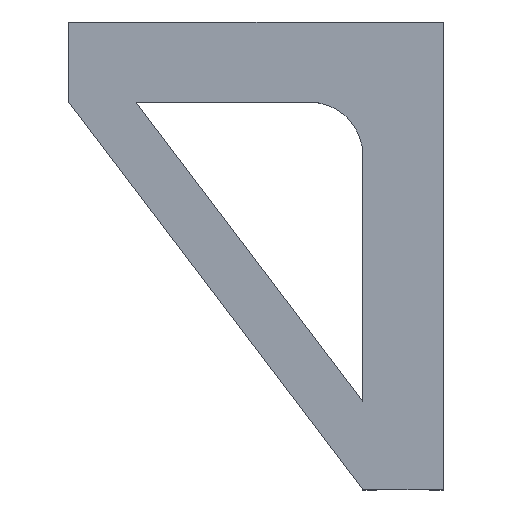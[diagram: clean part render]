
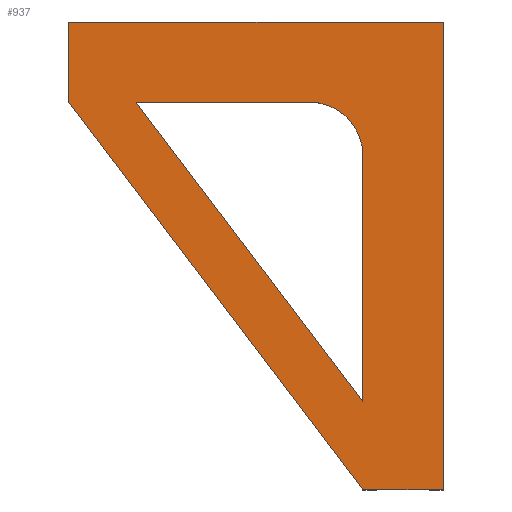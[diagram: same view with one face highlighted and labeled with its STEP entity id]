
A CAD part, top view. The second image highlights one B-rep face of the part: STEP entity #937.
In plain terms, the highlighted planar face has unit normal (0, 0, 1).
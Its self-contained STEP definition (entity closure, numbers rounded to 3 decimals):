
#2 = LINE ( 'NONE', #569, #362 ) ;
#12 = CARTESIAN_POINT ( 'NONE',  ( 0., 0., 180. ) ) ;
#16 = ORIENTED_EDGE ( 'NONE', *, *, #204, .T. ) ;
#20 = VECTOR ( 'NONE', #700, 1000. ) ;
#32 = LINE ( 'NONE', #370, #1043 ) ;
#35 = VECTOR ( 'NONE', #219, 1000. ) ;
#65 = VECTOR ( 'NONE', #525, 1000. ) ;
#91 = ORIENTED_EDGE ( 'NONE', *, *, #633, .T. ) ;
#129 = LINE ( 'NONE', #383, #137 ) ;
#137 = VECTOR ( 'NONE', #808, 1000. ) ;
#159 = PLANE ( 'NONE',  #309 ) ;
#174 = EDGE_CURVE ( 'NONE', #547, #541, #211, .T. ) ;
#175 = CARTESIAN_POINT ( 'NONE',  ( -70., 57.5, 180. ) ) ;
#204 = EDGE_CURVE ( 'NONE', #554, #547, #32, .T. ) ;
#211 = LINE ( 'NONE', #606, #65 ) ;
#219 = DIRECTION ( 'NONE',  ( -1., 0., 0. ) ) ;
#230 = CARTESIAN_POINT ( 'NONE',  ( 0., 57.5, 180. ) ) ;
#231 = CARTESIAN_POINT ( 'NONE',  ( 70., 87.5, 180. ) ) ;
#262 = LINE ( 'NONE', #585, #566 ) ;
#271 = DIRECTION ( 'NONE',  ( 1., 0., 0. ) ) ;
#285 = CARTESIAN_POINT ( 'NONE',  ( 40., -87.5, 180. ) ) ;
#309 = AXIS2_PLACEMENT_3D ( 'NONE', #12, #483, #651 ) ;
#333 = EDGE_CURVE ( 'NONE', #541, #637, #625, .T. ) ;
#336 = VERTEX_POINT ( 'NONE', #970 ) ;
#362 = VECTOR ( 'NONE', #579, 1000. ) ;
#366 = DIRECTION ( 'NONE',  ( 1., 0., 0. ) ) ;
#370 = CARTESIAN_POINT ( 'NONE',  ( 40., -87.5, 180. ) ) ;
#373 = CARTESIAN_POINT ( 'NONE',  ( 20., 37.5, 180. ) ) ;
#383 = CARTESIAN_POINT ( 'NONE',  ( 40., 0., 180. ) ) ;
#393 = LINE ( 'NONE', #781, #20 ) ;
#409 = LINE ( 'NONE', #230, #866 ) ;
#479 = EDGE_CURVE ( 'NONE', #941, #554, #2, .T. ) ;
#483 = DIRECTION ( 'NONE',  ( 0., 0., 1. ) ) ;
#498 = CIRCLE ( 'NONE', #1046, 20. ) ;
#511 = ORIENTED_EDGE ( 'NONE', *, *, #731, .F. ) ;
#525 = DIRECTION ( 'NONE',  ( 0., 1., 0. ) ) ;
#531 = CARTESIAN_POINT ( 'NONE',  ( 70., 87.5, 180. ) ) ;
#541 = VERTEX_POINT ( 'NONE', #531 ) ;
#547 = VERTEX_POINT ( 'NONE', #1008 ) ;
#554 = VERTEX_POINT ( 'NONE', #285 ) ;
#560 = CARTESIAN_POINT ( 'NONE',  ( 40., 37.5, 180. ) ) ;
#566 = VECTOR ( 'NONE', #912, 1000. ) ;
#569 = CARTESIAN_POINT ( 'NONE',  ( -70., 57.5, 180. ) ) ;
#579 = DIRECTION ( 'NONE',  ( 0.604, -0.797, 0. ) ) ;
#585 = CARTESIAN_POINT ( 'NONE',  ( -70., 87.5, 180. ) ) ;
#591 = CARTESIAN_POINT ( 'NONE',  ( -70., 87.5, 180. ) ) ;
#606 = CARTESIAN_POINT ( 'NONE',  ( 70., -87.5, 180. ) ) ;
#618 = CARTESIAN_POINT ( 'NONE',  ( -44.896, 57.5, 180. ) ) ;
#625 = LINE ( 'NONE', #231, #35 ) ;
#633 = EDGE_CURVE ( 'NONE', #993, #953, #498, .T. ) ;
#637 = VERTEX_POINT ( 'NONE', #591 ) ;
#651 = DIRECTION ( 'NONE',  ( 1., 0., 0. ) ) ;
#681 = EDGE_CURVE ( 'NONE', #336, #953, #129, .T. ) ;
#685 = DIRECTION ( 'NONE',  ( 0., 0., -1. ) ) ;
#700 = DIRECTION ( 'NONE',  ( 0.604, -0.797, 0. ) ) ;
#716 = ORIENTED_EDGE ( 'NONE', *, *, #174, .T. ) ;
#731 = EDGE_CURVE ( 'NONE', #993, #784, #409, .T. ) ;
#781 = CARTESIAN_POINT ( 'NONE',  ( -0.81, -0.614, 180. ) ) ;
#784 = VERTEX_POINT ( 'NONE', #618 ) ;
#797 = ORIENTED_EDGE ( 'NONE', *, *, #681, .F. ) ;
#800 = ORIENTED_EDGE ( 'NONE', *, *, #479, .T. ) ;
#801 = EDGE_CURVE ( 'NONE', #784, #336, #393, .T. ) ;
#808 = DIRECTION ( 'NONE',  ( 0., 1., 0. ) ) ;
#828 = EDGE_LOOP ( 'NONE', ( #511, #91, #797, #896 ) ) ;
#866 = VECTOR ( 'NONE', #1062, 1000. ) ;
#876 = ORIENTED_EDGE ( 'NONE', *, *, #333, .T. ) ;
#884 = CARTESIAN_POINT ( 'NONE',  ( 20., 57.5, 180. ) ) ;
#896 = ORIENTED_EDGE ( 'NONE', *, *, #801, .F. ) ;
#898 = FACE_BOUND ( 'NONE', #828, .T. ) ;
#912 = DIRECTION ( 'NONE',  ( 0., -1., 0. ) ) ;
#923 = EDGE_LOOP ( 'NONE', ( #929, #800, #16, #716, #876 ) ) ;
#929 = ORIENTED_EDGE ( 'NONE', *, *, #1056, .T. ) ;
#937 = ADVANCED_FACE ( 'NONE', ( #898, #974 ), #159, .T. ) ;
#941 = VERTEX_POINT ( 'NONE', #175 ) ;
#953 = VERTEX_POINT ( 'NONE', #560 ) ;
#970 = CARTESIAN_POINT ( 'NONE',  ( 40., -54.409, 180. ) ) ;
#974 = FACE_OUTER_BOUND ( 'NONE', #923, .T. ) ;
#993 = VERTEX_POINT ( 'NONE', #884 ) ;
#1008 = CARTESIAN_POINT ( 'NONE',  ( 70., -87.5, 180. ) ) ;
#1043 = VECTOR ( 'NONE', #366, 1000. ) ;
#1046 = AXIS2_PLACEMENT_3D ( 'NONE', #373, #685, #271 ) ;
#1056 = EDGE_CURVE ( 'NONE', #637, #941, #262, .T. ) ;
#1062 = DIRECTION ( 'NONE',  ( -1., 0., 0. ) ) ;
